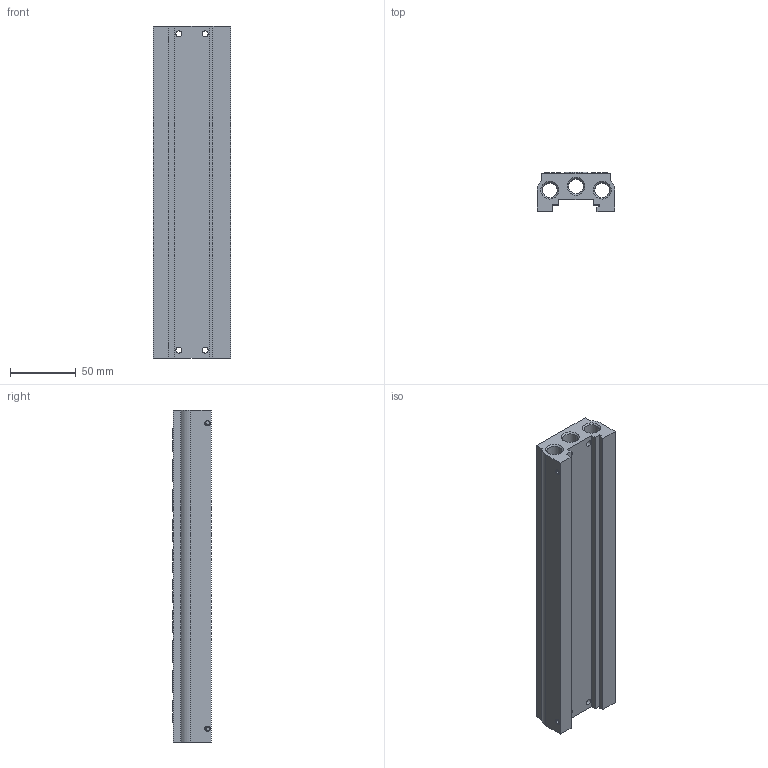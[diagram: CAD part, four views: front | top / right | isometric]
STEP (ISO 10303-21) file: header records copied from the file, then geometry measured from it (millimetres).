
FILE_DESCRIPTION(/* description */ ('Unknown'),/* implementation_level */ '2;1');
FILE_NAME(/* name */ '888.10',/* time_stamp */ '2018-09-06T09:51:48-04:00',/* author */ ('Unknown'),/* organization */ ('Unknown'),/* preprocessor_version */ 'ST-DEVELOPER v16.7',/* originating_system */ 'DEX',/* authorisation */ $);
FILE_SCHEMA (('AUTOMOTIVE_DESIGN {1 0 10303 214 3 1 1}'));
Length unit declared in the file: millimetre
Products named in the file (1): 888.10
Bounding box: 59 x 29.68 x 253 mm (x, y, z)
Volume: 263765.4 mm3; surface area: 85029.3 mm2
Topology: 1 solids, 1 shells, 349 faces, 748 edges, 454 vertices
Faces by surface type: cylinder 141, cone 92, plane 83, torus 33
Full cylindrical faces by diameter (mm): 2.459 x23, 3.242 x2, 4.5 x4, 6 x30, 7.25 x4, 10 x20, 11.44 x3, 11.445 x6, 13 x18, 13.94 x10, 17.5 x19
Entity records: 10118 total; most frequent: DIRECTION 1438, CARTESIAN_POINT 1197, ORIENTED_EDGE 824, FACE_BOUND 733, EDGE_LOOP 680, AXIS2_PLACEMENT_3D 676, VERTEX_POINT 435, EDGE_CURVE 412
